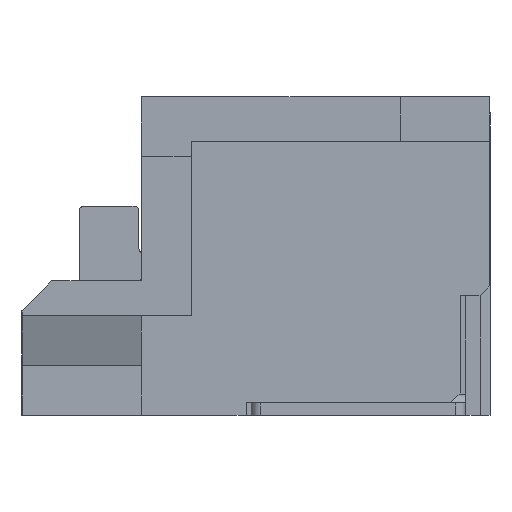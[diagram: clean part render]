
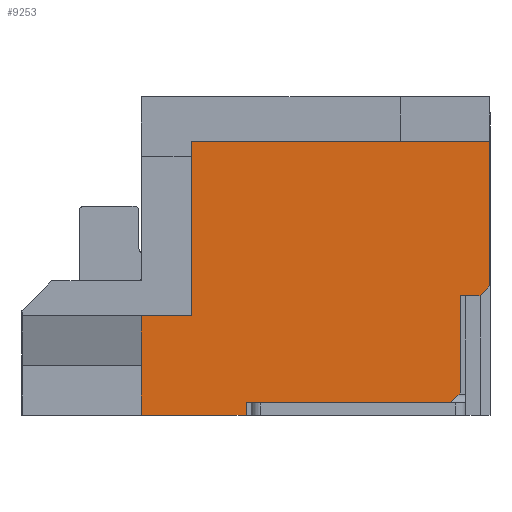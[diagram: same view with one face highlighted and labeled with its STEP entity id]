
A CAD part, left-side view. The second image highlights one B-rep face of the part: STEP entity #9253.
In plain terms, the highlighted planar face has unit normal (-1, 0, 0).
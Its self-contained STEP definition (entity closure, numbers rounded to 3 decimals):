
#102 = VERTEX_POINT ( 'NONE', #26777 ) ;
#392 = EDGE_CURVE ( 'NONE', #24241, #25711, #2235, .T. ) ;
#840 = ORIENTED_EDGE ( 'NONE', *, *, #14645, .T. ) ;
#1518 = DIRECTION ( 'NONE',  ( 0., 0., -1. ) ) ;
#1537 = VECTOR ( 'NONE', #18290, 1000. ) ;
#1998 = VECTOR ( 'NONE', #4740, 1000. ) ;
#2235 = LINE ( 'NONE', #10126, #17213 ) ;
#2755 = ORIENTED_EDGE ( 'NONE', *, *, #11350, .F. ) ;
#2817 = DIRECTION ( 'NONE',  ( 0., 0., 1. ) ) ;
#2892 = LINE ( 'NONE', #8093, #15070 ) ;
#3139 = CARTESIAN_POINT ( 'NONE',  ( -11., -4.1, 0.45 ) ) ;
#3253 = ORIENTED_EDGE ( 'NONE', *, *, #4614, .T. ) ;
#3417 = VERTEX_POINT ( 'NONE', #3139 ) ;
#4240 = CARTESIAN_POINT ( 'NONE',  ( -11., 0.2, 0. ) ) ;
#4266 = ORIENTED_EDGE ( 'NONE', *, *, #22336, .T. ) ;
#4614 = EDGE_CURVE ( 'NONE', #29889, #26507, #11797, .T. ) ;
#4740 = DIRECTION ( 'NONE',  ( 0., -0.707, 0.707 ) ) ;
#5130 = CARTESIAN_POINT ( 'NONE',  ( -11., 2.3, 0. ) ) ;
#5354 = EDGE_CURVE ( 'NONE', #3417, #22036, #28897, .T. ) ;
#5630 = CARTESIAN_POINT ( 'NONE',  ( -11., -3.9, 0.25 ) ) ;
#5831 = VERTEX_POINT ( 'NONE', #4240 ) ;
#6085 = VECTOR ( 'NONE', #18217, 1000. ) ;
#6258 = DIRECTION ( 'NONE',  ( 0., 1., 0. ) ) ;
#6690 = EDGE_CURVE ( 'NONE', #22036, #32504, #11763, .T. ) ;
#7014 = LINE ( 'NONE', #22157, #20750 ) ;
#7257 = LINE ( 'NONE', #12443, #1998 ) ;
#7271 = DIRECTION ( 'NONE',  ( 0., 0., -1. ) ) ;
#7649 = CARTESIAN_POINT ( 'NONE',  ( -11., 2.3, 2. ) ) ;
#7996 = CARTESIAN_POINT ( 'NONE',  ( -11., 0.2, 0.25 ) ) ;
#8066 = CARTESIAN_POINT ( 'NONE',  ( -11., 0.2, 0.25 ) ) ;
#8093 = CARTESIAN_POINT ( 'NONE',  ( -11., 4.7, 0. ) ) ;
#8462 = CARTESIAN_POINT ( 'NONE',  ( -11., 1.3, 2. ) ) ;
#8909 = DIRECTION ( 'NONE',  ( 0., 1., 0. ) ) ;
#8976 = DIRECTION ( 'NONE',  ( 1., 0., 0. ) ) ;
#9253 = ADVANCED_FACE ( 'NONE', ( #11802 ), #14527, .F. ) ;
#9262 = DIRECTION ( 'NONE',  ( 0., -1., 0. ) ) ;
#9326 = DIRECTION ( 'NONE',  ( 0., -0.707, 0.707 ) ) ;
#9866 = VECTOR ( 'NONE', #9262, 1000. ) ;
#9906 = EDGE_CURVE ( 'NONE', #102, #10827, #25480, .T. ) ;
#9976 = VECTOR ( 'NONE', #6258, 1000. ) ;
#10118 = LINE ( 'NONE', #32744, #23015 ) ;
#10126 = CARTESIAN_POINT ( 'NONE',  ( -11., 0.2, 0.25 ) ) ;
#10684 = EDGE_CURVE ( 'NONE', #32504, #27625, #7257, .T. ) ;
#10827 = VERTEX_POINT ( 'NONE', #15671 ) ;
#11350 = EDGE_CURVE ( 'NONE', #23907, #27625, #10118, .T. ) ;
#11593 = CARTESIAN_POINT ( 'NONE',  ( -11., -4.7, 2.6 ) ) ;
#11763 = LINE ( 'NONE', #31730, #9866 ) ;
#11797 = LINE ( 'NONE', #24920, #26327 ) ;
#11802 = FACE_OUTER_BOUND ( 'NONE', #20782, .T. ) ;
#12443 = CARTESIAN_POINT ( 'NONE',  ( -11., -4.7, 2.6 ) ) ;
#14368 = CARTESIAN_POINT ( 'NONE',  ( -11., 4.7, 6.4 ) ) ;
#14499 = ORIENTED_EDGE ( 'NONE', *, *, #10684, .T. ) ;
#14527 = PLANE ( 'NONE',  #27224 ) ;
#14645 = EDGE_CURVE ( 'NONE', #5831, #24241, #30967, .T. ) ;
#14715 = CARTESIAN_POINT ( 'NONE',  ( -11., -3.9, 0.25 ) ) ;
#14829 = EDGE_CURVE ( 'NONE', #25711, #3417, #30446, .T. ) ;
#15070 = VECTOR ( 'NONE', #17030, 1000. ) ;
#15671 = CARTESIAN_POINT ( 'NONE',  ( -11., 1.3, 5.5 ) ) ;
#16208 = LINE ( 'NONE', #8462, #9976 ) ;
#16714 = ORIENTED_EDGE ( 'NONE', *, *, #9906, .F. ) ;
#17018 = ORIENTED_EDGE ( 'NONE', *, *, #20017, .T. ) ;
#17030 = DIRECTION ( 'NONE',  ( 0., -1., 0. ) ) ;
#17213 = VECTOR ( 'NONE', #25392, 1000. ) ;
#18217 = DIRECTION ( 'NONE',  ( 0., 0., 1. ) ) ;
#18290 = DIRECTION ( 'NONE',  ( 0., 0., 1. ) ) ;
#18508 = ORIENTED_EDGE ( 'NONE', *, *, #14829, .T. ) ;
#18903 = CARTESIAN_POINT ( 'NONE',  ( -11., -4.1, 2.4 ) ) ;
#20017 = EDGE_CURVE ( 'NONE', #102, #29889, #16208, .T. ) ;
#20705 = VECTOR ( 'NONE', #2817, 1000. ) ;
#20750 = VECTOR ( 'NONE', #1518, 1000. ) ;
#20782 = EDGE_LOOP ( 'NONE', ( #17018, #3253, #22828, #4266, #840, #27267, #18508, #25265, #22876, #14499, #2755, #25260, #16714 ) ) ;
#21568 = CARTESIAN_POINT ( 'NONE',  ( -11., -4.7, 5.5 ) ) ;
#21581 = EDGE_CURVE ( 'NONE', #26507, #23371, #7014, .T. ) ;
#21835 = VECTOR ( 'NONE', #8909, 1000. ) ;
#22036 = VERTEX_POINT ( 'NONE', #18903 ) ;
#22157 = CARTESIAN_POINT ( 'NONE',  ( -11., 2.3, 1. ) ) ;
#22336 = EDGE_CURVE ( 'NONE', #23371, #5831, #2892, .T. ) ;
#22828 = ORIENTED_EDGE ( 'NONE', *, *, #21581, .T. ) ;
#22876 = ORIENTED_EDGE ( 'NONE', *, *, #6690, .T. ) ;
#23015 = VECTOR ( 'NONE', #30566, 1000. ) ;
#23371 = VERTEX_POINT ( 'NONE', #5130 ) ;
#23907 = VERTEX_POINT ( 'NONE', #21568 ) ;
#24241 = VERTEX_POINT ( 'NONE', #8066 ) ;
#24369 = CARTESIAN_POINT ( 'NONE',  ( -11., 4.7, 5.5 ) ) ;
#24606 = DIRECTION ( 'NONE',  ( 0., 1., 0. ) ) ;
#24920 = CARTESIAN_POINT ( 'NONE',  ( -11., 2.3, 6.4 ) ) ;
#25260 = ORIENTED_EDGE ( 'NONE', *, *, #32751, .T. ) ;
#25265 = ORIENTED_EDGE ( 'NONE', *, *, #5354, .T. ) ;
#25392 = DIRECTION ( 'NONE',  ( 0., -1., 0. ) ) ;
#25480 = LINE ( 'NONE', #28686, #20705 ) ;
#25711 = VERTEX_POINT ( 'NONE', #5630 ) ;
#26327 = VECTOR ( 'NONE', #7271, 1000. ) ;
#26507 = VERTEX_POINT ( 'NONE', #30938 ) ;
#26777 = CARTESIAN_POINT ( 'NONE',  ( -11., 1.3, 2. ) ) ;
#27224 = AXIS2_PLACEMENT_3D ( 'NONE', #14368, #8976, #24606 ) ;
#27267 = ORIENTED_EDGE ( 'NONE', *, *, #392, .T. ) ;
#27625 = VERTEX_POINT ( 'NONE', #11593 ) ;
#28088 = LINE ( 'NONE', #24369, #21835 ) ;
#28686 = CARTESIAN_POINT ( 'NONE',  ( -11., 1.3, 5.2 ) ) ;
#28897 = LINE ( 'NONE', #31386, #6085 ) ;
#29438 = VECTOR ( 'NONE', #9326, 1000. ) ;
#29889 = VERTEX_POINT ( 'NONE', #7649 ) ;
#30446 = LINE ( 'NONE', #14715, #29438 ) ;
#30566 = DIRECTION ( 'NONE',  ( 0., 0., -1. ) ) ;
#30938 = CARTESIAN_POINT ( 'NONE',  ( -11., 2.3, 1. ) ) ;
#30967 = LINE ( 'NONE', #7996, #1537 ) ;
#31386 = CARTESIAN_POINT ( 'NONE',  ( -11., -4.1, 2.4 ) ) ;
#31730 = CARTESIAN_POINT ( 'NONE',  ( -11., -4.1, 2.4 ) ) ;
#32119 = CARTESIAN_POINT ( 'NONE',  ( -11., -4.5, 2.4 ) ) ;
#32504 = VERTEX_POINT ( 'NONE', #32119 ) ;
#32744 = CARTESIAN_POINT ( 'NONE',  ( -11., -4.7, 6.4 ) ) ;
#32751 = EDGE_CURVE ( 'NONE', #23907, #10827, #28088, .T. ) ;
